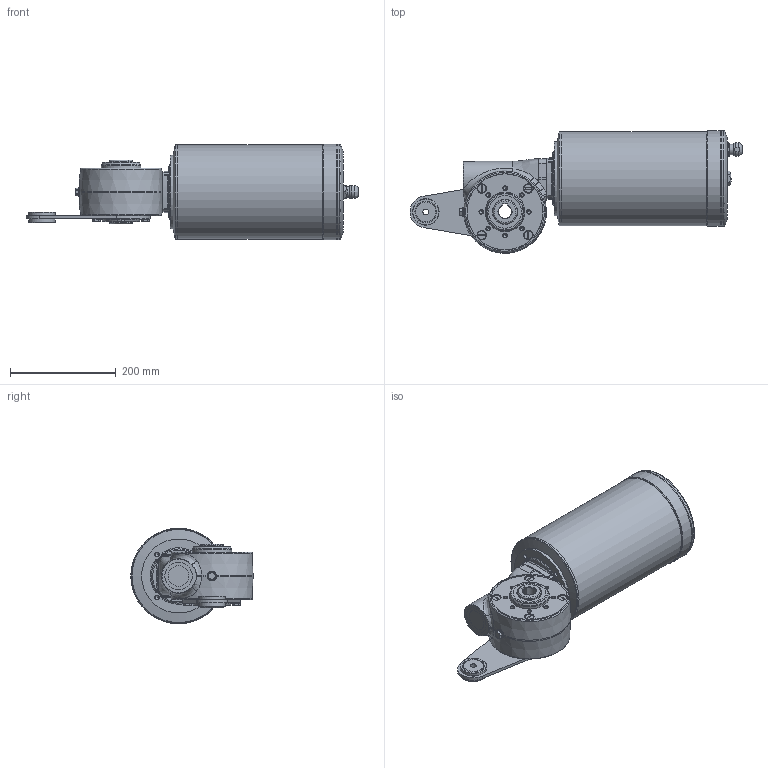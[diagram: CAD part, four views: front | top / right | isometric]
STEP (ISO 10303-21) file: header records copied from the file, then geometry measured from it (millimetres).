
FILE_DESCRIPTION( ( 'Unknown' ), '1' );
FILE_NAME( 'D14CCA3DECC198A129A68334C036C016.3d.stp', 'Unknown', ( 'Unknown' ), ( 'Unknown' ), 'PSStep 10.1', 'Unknown', ' ' );
FILE_SCHEMA( ( 'AUTOMOTIVE_DESIGN { 1 0 10303 214 1 1 1 1 }' ) );
Length unit declared in the file: millimetre
Products named in the file (1): N638800
Bounding box: 628.4 x 231.76 x 181 mm (x, y, z)
Volume: 10282858.8 mm3; surface area: 401235.2 mm2
Topology: 1 solids, 20 shells, 658 faces, 1547 edges, 983 vertices
Faces by surface type: plane 217, cylinder 141, cone 140, bspline 108, torus 47, revolution 4, sphere 1
Full cylindrical faces by diameter (mm): 6.647 x28, 7 x1, 8 x8, 9 x8, 11 x1, 11.6 x4, 13 x4, 13.4 x1, 14 x4, 16.662 x1, 18 x1, 20 x1, 24 x1, 30 x1, 35 x1, 39 x2, 40 x2, 40.1 x1, 40.2 x1, 45 x2, 46 x2, 47 x1, 47.5 x2, 50 x2, 52 x1, 62 x2, 75 x2, 75.5 x1, 85 x1, 95 x2
Entity records: 34389 total; most frequent: CARTESIAN_POINT 16597, DIRECTION 2405, ORIENTED_EDGE 2376, EDGE_CURVE 1188, AXIS2_PLACEMENT_3D 1065, EDGE_LOOP 951, VERTEX_POINT 867, FACE_OUTER_BOUND 787
